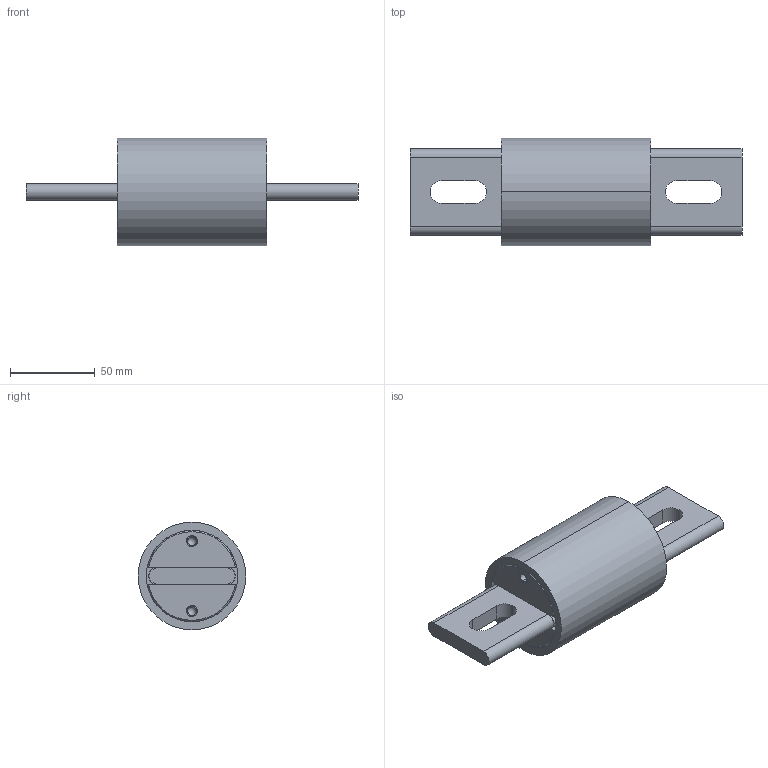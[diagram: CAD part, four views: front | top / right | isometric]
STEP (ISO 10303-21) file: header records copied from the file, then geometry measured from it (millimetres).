
FILE_DESCRIPTION (( 'STEP AP214' ), '1' );
FILE_NAME ('701283revn.STEP', '2014-08-26T18:47:17', ( '' ), ( '' ), 'SwSTEP 2.0', 'SolidWorks 2013', '' );
FILE_SCHEMA (( 'AUTOMOTIVE_DESIGN' ));
Length unit declared in the file: inch
Products named in the file (1): 701283revn
Bounding box: 196.06 x 63.5 x 63.5 mm (x, y, z)
Volume: 169072.4 mm3; surface area: 65698.3 mm2
Topology: 11 solids, 11 shells, 122 faces, 300 edges, 186 vertices
Faces by surface type: cylinder 58, plane 40, cone 10, sphere 8, torus 6
Entity records: 5160 total; most frequent: DIRECTION 642, CARTESIAN_POINT 585, ORIENTED_EDGE 536, EDGE_CURVE 268, AXIS2_PLACEMENT_3D 259, VERTEX_POINT 170, EDGE_LOOP 142, CIRCLE 136
